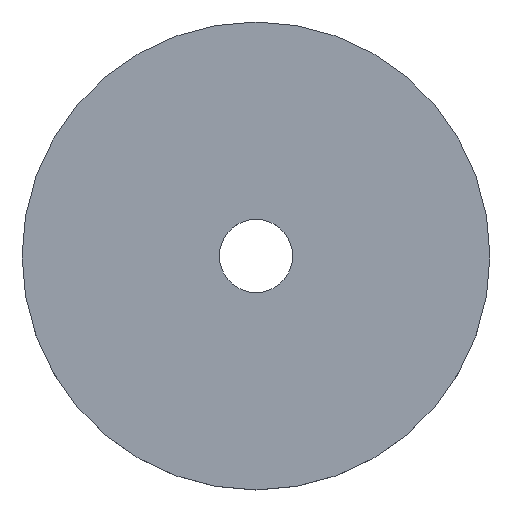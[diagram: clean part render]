
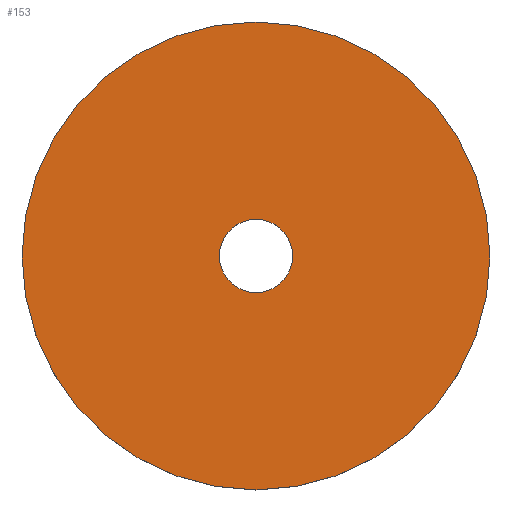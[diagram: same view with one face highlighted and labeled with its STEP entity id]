
A CAD part, top view. The second image highlights one B-rep face of the part: STEP entity #153.
In plain terms, the highlighted planar face has unit normal (0, 0, 1).
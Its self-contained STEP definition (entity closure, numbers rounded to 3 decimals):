
#18=FACE_BOUND('',#42,.T.);
#21=CIRCLE('',#185,3.975);
#23=CIRCLE('',#188,25.4);
#31=FACE_OUTER_BOUND('',#41,.T.);
#41=EDGE_LOOP('',(#132));
#42=EDGE_LOOP('',(#133));
#82=VERTEX_POINT('',#262);
#84=VERTEX_POINT('',#268);
#98=EDGE_CURVE('',#82,#82,#21,.T.);
#101=EDGE_CURVE('',#84,#84,#23,.T.);
#132=ORIENTED_EDGE('',*,*,#101,.T.);
#133=ORIENTED_EDGE('',*,*,#98,.T.);
#144=PLANE('',#189);
#153=ADVANCED_FACE('',(#31,#18),#144,.T.);
#185=AXIS2_PLACEMENT_3D('',#263,#219,#220);
#188=AXIS2_PLACEMENT_3D('',#269,#226,#227);
#189=AXIS2_PLACEMENT_3D('',#271,#229,#230);
#219=DIRECTION('center_axis',(0.,0.,-1.));
#220=DIRECTION('ref_axis',(1.,0.,0.));
#226=DIRECTION('center_axis',(0.,0.,1.));
#227=DIRECTION('ref_axis',(1.,0.,0.));
#229=DIRECTION('center_axis',(0.,0.,1.));
#230=DIRECTION('ref_axis',(1.,0.,0.));
#262=CARTESIAN_POINT('',(-3.975,0.,2.54));
#263=CARTESIAN_POINT('Origin',(0.,0.,2.54));
#268=CARTESIAN_POINT('',(-25.4,0.,2.54));
#269=CARTESIAN_POINT('Origin',(0.,0.,2.54));
#271=CARTESIAN_POINT('Origin',(0.,0.,2.54));
